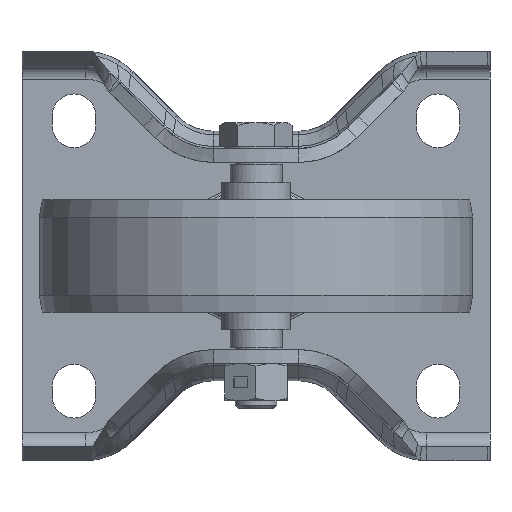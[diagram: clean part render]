
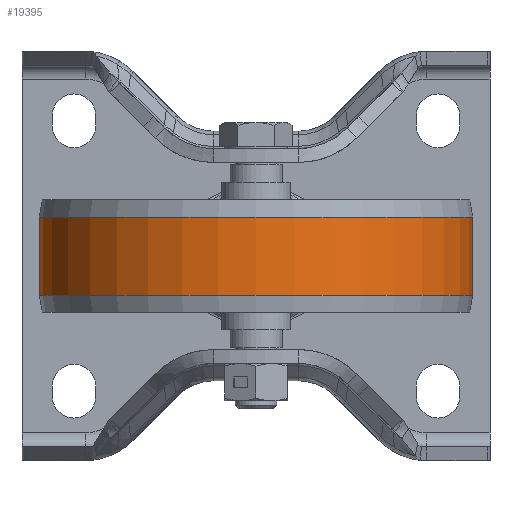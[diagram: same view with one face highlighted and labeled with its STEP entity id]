
A CAD part, front view. The second image highlights one B-rep face of the part: STEP entity #19395.
In plain terms, the highlighted cylindrical face has radius 62.5 mm (diameter 125 mm), a partial arc.
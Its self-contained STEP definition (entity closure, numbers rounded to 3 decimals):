
#182 = VERTEX_POINT ( 'NONE', #16710 ) ;
#3134 = DIRECTION ( 'NONE',  ( 0., 0., -1. ) ) ;
#4382 = FACE_OUTER_BOUND ( 'NONE', #6518, .T. ) ;
#4563 = DIRECTION ( 'NONE',  ( -1., 0., 0. ) ) ;
#5361 = CARTESIAN_POINT ( 'NONE',  ( 62.5, -107.5, 11.25 ) ) ;
#6002 = AXIS2_PLACEMENT_3D ( 'NONE', #16759, #11826, #4563 ) ;
#6518 = EDGE_LOOP ( 'NONE', ( #27035, #28949, #22733, #21688 ) ) ;
#7696 = DIRECTION ( 'NONE',  ( 0., 0., -1. ) ) ;
#8144 = VERTEX_POINT ( 'NONE', #13282 ) ;
#8362 = CARTESIAN_POINT ( 'NONE',  ( -62.5, -107.5, 0. ) ) ;
#9456 = VERTEX_POINT ( 'NONE', #5361 ) ;
#9587 = AXIS2_PLACEMENT_3D ( 'NONE', #24462, #7696, #10776 ) ;
#10776 = DIRECTION ( 'NONE',  ( -1., 0., 0. ) ) ;
#11826 = DIRECTION ( 'NONE',  ( 0., 0., -1. ) ) ;
#12411 = AXIS2_PLACEMENT_3D ( 'NONE', #27997, #30452, #13393 ) ;
#13282 = CARTESIAN_POINT ( 'NONE',  ( -62.5, -107.5, 11.25 ) ) ;
#13393 = DIRECTION ( 'NONE',  ( -1., 0., 0. ) ) ;
#14237 = CARTESIAN_POINT ( 'NONE',  ( 62.5, -107.5, -11.25 ) ) ;
#15537 = VECTOR ( 'NONE', #3134, 1000. ) ;
#15930 = EDGE_CURVE ( 'NONE', #8144, #182, #17595, .T. ) ;
#16551 = VERTEX_POINT ( 'NONE', #14237 ) ;
#16710 = CARTESIAN_POINT ( 'NONE',  ( -62.5, -107.5, -11.25 ) ) ;
#16759 = CARTESIAN_POINT ( 'NONE',  ( 0., -107.5, -11.25 ) ) ;
#17595 = LINE ( 'NONE', #8362, #20242 ) ;
#19395 = ADVANCED_FACE ( 'NONE', ( #4382 ), #22852, .T. ) ;
#20242 = VECTOR ( 'NONE', #22952, 1000. ) ;
#21583 = CIRCLE ( 'NONE', #6002, 62.5 ) ;
#21688 = ORIENTED_EDGE ( 'NONE', *, *, #23131, .F. ) ;
#22226 = CARTESIAN_POINT ( 'NONE',  ( 62.5, -107.5, 0. ) ) ;
#22733 = ORIENTED_EDGE ( 'NONE', *, *, #15930, .T. ) ;
#22852 = CYLINDRICAL_SURFACE ( 'NONE', #9587, 62.5 ) ;
#22952 = DIRECTION ( 'NONE',  ( 0., 0., -1. ) ) ;
#23131 = EDGE_CURVE ( 'NONE', #16551, #182, #21583, .T. ) ;
#24462 = CARTESIAN_POINT ( 'NONE',  ( 0., -107.5, 0. ) ) ;
#27035 = ORIENTED_EDGE ( 'NONE', *, *, #31124, .F. ) ;
#27997 = CARTESIAN_POINT ( 'NONE',  ( 0., -107.5, 11.25 ) ) ;
#28940 = EDGE_CURVE ( 'NONE', #9456, #8144, #30477, .T. ) ;
#28949 = ORIENTED_EDGE ( 'NONE', *, *, #28940, .T. ) ;
#29447 = LINE ( 'NONE', #22226, #15537 ) ;
#30452 = DIRECTION ( 'NONE',  ( 0., 0., -1. ) ) ;
#30477 = CIRCLE ( 'NONE', #12411, 62.5 ) ;
#31124 = EDGE_CURVE ( 'NONE', #9456, #16551, #29447, .T. ) ;
